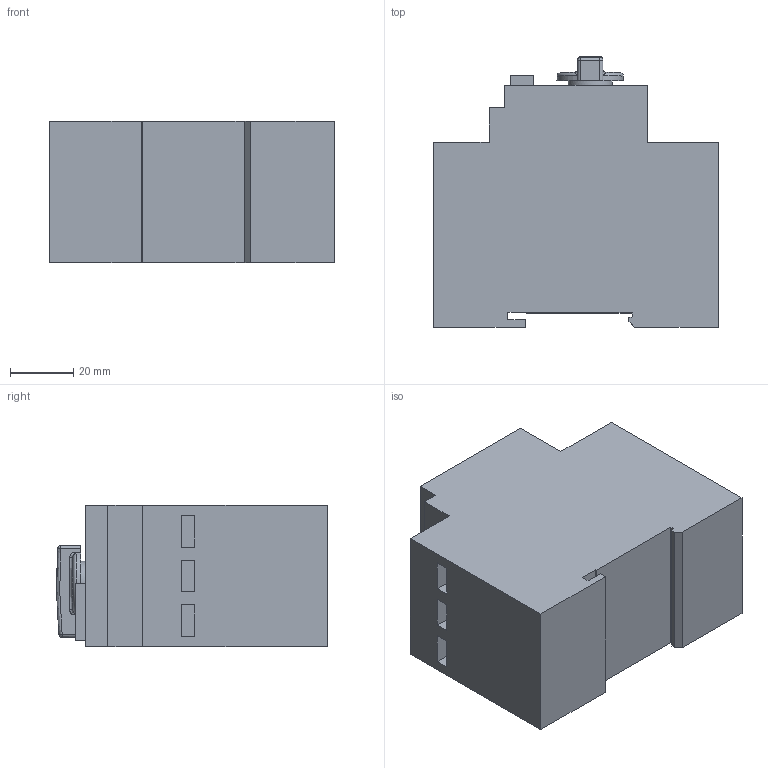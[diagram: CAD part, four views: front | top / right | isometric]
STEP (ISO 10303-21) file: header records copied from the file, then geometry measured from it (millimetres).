
FILE_DESCRIPTION((''),'2;1');
FILE_NAME('140M_D8E.stp', '2011-02-07T11:40:21',('User'),('SDRC'),'I-DEAS Master Series 9','UNIX', 'Yes');
FILE_SCHEMA(('AUTOMOTIVE_DESIGN { 1 0 10303 214 1 1 1 1 }'));
Length unit declared in the file: millimetre
Products named in the file (1): 140M-D8_vereinfacht
Bounding box: 89.9 x 85.53 x 44.7 mm (x, y, z)
Volume: 262390.3 mm3; surface area: 33109.2 mm2
Topology: 7 solids, 7 shells, 197 faces, 510 edges, 328 vertices
Faces by surface type: bspline 197
Entity records: 6760 total; most frequent: CARTESIAN_POINT 3313, ORIENTED_EDGE 1004, EDGE_CURVE 502, VERTEX_POINT 328, OVER_RIDING_STYLED_ITEM 327, QUASI_UNIFORM_CURVE 238, EDGE_LOOP 218, FACE_OUTER_BOUND 197
